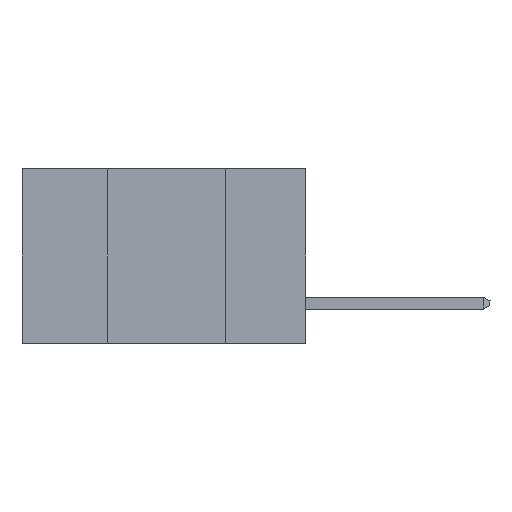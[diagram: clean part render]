
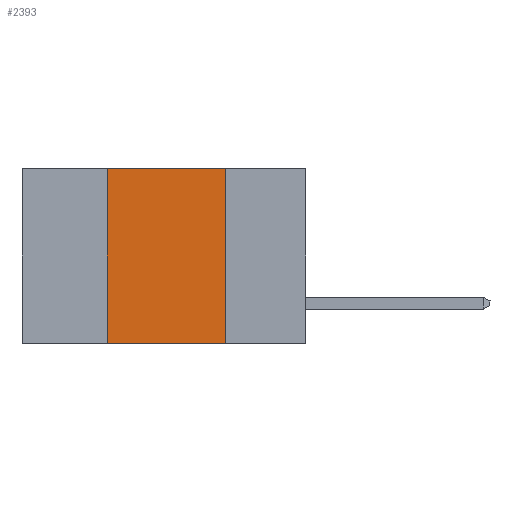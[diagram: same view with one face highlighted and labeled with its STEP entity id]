
A CAD part, left-side view. The second image highlights one B-rep face of the part: STEP entity #2393.
In plain terms, the highlighted planar face has unit normal (-1, 0, 0).
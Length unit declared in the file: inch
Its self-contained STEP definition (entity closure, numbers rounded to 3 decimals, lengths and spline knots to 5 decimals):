
#121 = EDGE_CURVE ( 'NONE', #1582, #2335, #7542, .T. ) ;
#126 = CARTESIAN_POINT ( 'NONE',  ( 0., 0.17, -0.37 ) ) ;
#229 = VECTOR ( 'NONE', #6427, 39.37008 ) ;
#292 = ORIENTED_EDGE ( 'NONE', *, *, #5637, .T. ) ;
#648 = CARTESIAN_POINT ( 'NONE',  ( 0., 0.42, -0.37 ) ) ;
#724 = CARTESIAN_POINT ( 'NONE',  ( 0., 0.6, 0. ) ) ;
#1582 = VERTEX_POINT ( 'NONE', #5850 ) ;
#1826 = EDGE_LOOP ( 'NONE', ( #11301, #13276, #12181, #292 ) ) ;
#2255 = CARTESIAN_POINT ( 'NONE',  ( 0., 0.6, 0. ) ) ;
#2335 = VERTEX_POINT ( 'NONE', #9919 ) ;
#2393 = ADVANCED_FACE ( 'NONE', ( #8022 ), #12630, .F. ) ;
#3356 = VECTOR ( 'NONE', #12759, 39.37008 ) ;
#3582 = DIRECTION ( 'NONE',  ( 0., 0., -1. ) ) ;
#4440 = VECTOR ( 'NONE', #14129, 39.37008 ) ;
#5514 = VERTEX_POINT ( 'NONE', #126 ) ;
#5637 = EDGE_CURVE ( 'NONE', #1582, #5514, #9268, .T. ) ;
#5762 = DIRECTION ( 'NONE',  ( 0., 0., -1. ) ) ;
#5850 = CARTESIAN_POINT ( 'NONE',  ( 0., 0.42, -0.37 ) ) ;
#6426 = AXIS2_PLACEMENT_3D ( 'NONE', #2255, #6900, #5762 ) ;
#6427 = DIRECTION ( 'NONE',  ( 0., -1., 0. ) ) ;
#6759 = CARTESIAN_POINT ( 'NONE',  ( 0., 0.17, 0. ) ) ;
#6900 = DIRECTION ( 'NONE',  ( 1., 0., 0. ) ) ;
#7542 = LINE ( 'NONE', #648, #4440 ) ;
#8022 = FACE_OUTER_BOUND ( 'NONE', #1826, .T. ) ;
#9210 = VECTOR ( 'NONE', #3582, 39.37008 ) ;
#9268 = LINE ( 'NONE', #12609, #3356 ) ;
#9786 = LINE ( 'NONE', #724, #229 ) ;
#9919 = CARTESIAN_POINT ( 'NONE',  ( 0., 0.42, 0. ) ) ;
#10449 = CARTESIAN_POINT ( 'NONE',  ( 0., 0.17, -0.37 ) ) ;
#11212 = EDGE_CURVE ( 'NONE', #2335, #13589, #9786, .T. ) ;
#11301 = ORIENTED_EDGE ( 'NONE', *, *, #14062, .F. ) ;
#12181 = ORIENTED_EDGE ( 'NONE', *, *, #121, .F. ) ;
#12609 = CARTESIAN_POINT ( 'NONE',  ( 0., 0.6, -0.37 ) ) ;
#12630 = PLANE ( 'NONE',  #6426 ) ;
#12759 = DIRECTION ( 'NONE',  ( 0., -1., 0. ) ) ;
#13276 = ORIENTED_EDGE ( 'NONE', *, *, #11212, .F. ) ;
#13589 = VERTEX_POINT ( 'NONE', #6759 ) ;
#14046 = LINE ( 'NONE', #10449, #9210 ) ;
#14062 = EDGE_CURVE ( 'NONE', #13589, #5514, #14046, .T. ) ;
#14129 = DIRECTION ( 'NONE',  ( 0., 0., 1. ) ) ;
